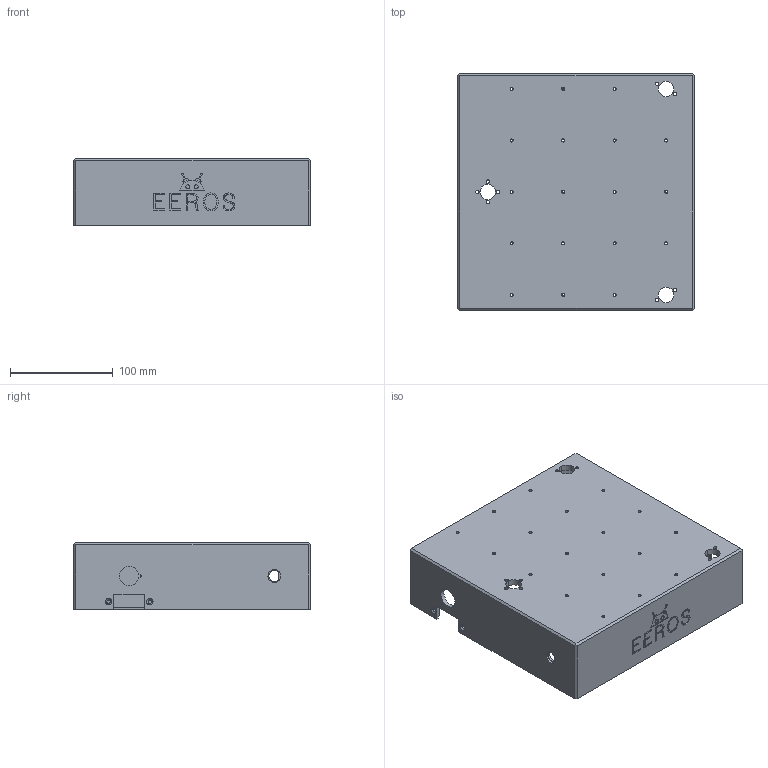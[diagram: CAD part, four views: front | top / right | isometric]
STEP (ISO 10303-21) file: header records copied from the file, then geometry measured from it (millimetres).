
FILE_DESCRIPTION(('Creo Elements/Direct Modeling STEP Export'),'2;1');
FILE_NAME('EEDURO_001_Sockel.stp','2014-10-17T12:27:54',(''),(''),'Creo Elements/Direct Modeling STEP processor for AP214 (Solid Model)','Creo Elements/Direct Modeling 17.0D 15-Jul-2011 (C) Parametric Technology GmbH','');
FILE_SCHEMA(('AUTOMOTIVE_DESIGN { 1 0 10303 214 1 1 1 1 }'));
Length unit declared in the file: millimetre
Products named in the file (2): EEDURO.001_Sockel
Assembly tree (1 placements, depth 2):
  EEDURO.001_Sockel
    EEDURO.001_Sockel
Bounding box: 230 x 230 x 65 mm (x, y, z)
Volume: 537996 mm3; surface area: 214805 mm2
Topology: 1 solids, 1 shells, 743 faces, 2072 edges, 1356 vertices
Faces by surface type: plane 548, cylinder 139, cone 56
Entity records: 28848 total; most frequent: ORIENTED_EDGE 4128, CARTESIAN_POINT 4033, DIRECTION 3611, EDGE_CURVE 2064, VECTOR 1743, LINE 1743, VERTEX_POINT 1356, AXIS2_PLACEMENT_3D 934
